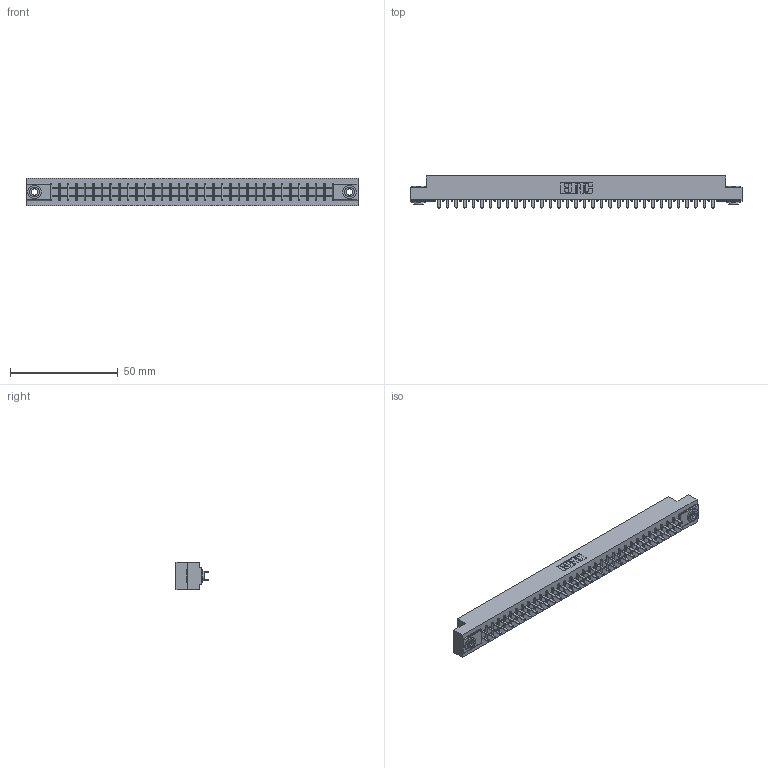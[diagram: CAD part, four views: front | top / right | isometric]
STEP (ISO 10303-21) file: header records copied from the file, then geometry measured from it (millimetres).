
FILE_DESCRIPTION (( 'STEP AP203' ), '1' );
FILE_NAME ('305-066-521-203.STEP', '2019-09-10T03:32:17', ( '' ), ( '' ), 'SwSTEP 2.0', 'SolidWorks 2016', '' );
FILE_SCHEMA (( 'CONFIG_CONTROL_DESIGN' ));
Length unit declared in the file: inch
Products named in the file (4): 305-290-001_521; 305 Part_.156 Dia; 345-250-002_345-250-002-102; 305-066-521-203
Assembly tree (69 placements, depth 2):
  305-066-521-203
    305 Part_.156 Dia
    305-290-001_521  x66
    345-250-002_345-250-002-102  x2
Bounding box: 153.77 x 14.86 x 12.7 mm (x, y, z)
Volume: 15923.3 mm3; surface area: 19998.5 mm2
Topology: 69 solids, 69 shells, 3204 faces, 9107 edges, 5890 vertices
Faces by surface type: plane 1874, cylinder 1190, sphere 132, cone 8
Entity records: 37771 total; most frequent: CARTESIAN_POINT 6230, ORIENTED_EDGE 6174, DIRECTION 6049, EDGE_CURVE 3087, VECTOR 2479, LINE 2479, VERTEX_POINT 1966, AXIS2_PLACEMENT_3D 1785
